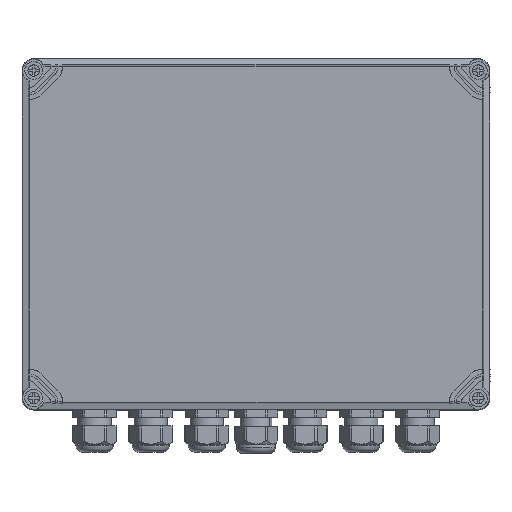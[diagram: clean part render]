
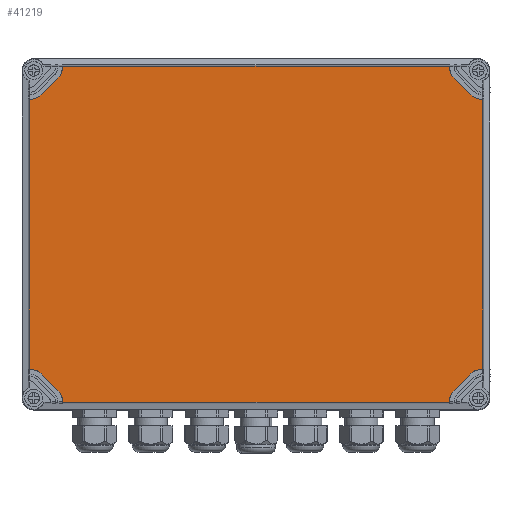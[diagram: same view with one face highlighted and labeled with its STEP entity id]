
A CAD part, top view. The second image highlights one B-rep face of the part: STEP entity #41219.
In plain terms, the highlighted planar face has unit normal (0, 0, 1).
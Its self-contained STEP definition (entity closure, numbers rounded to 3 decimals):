
#18875=AXIS2_PLACEMENT_3D('Plane Axis2P3D',#18872,#18873,#18874) ;
#41098=AXIS2_PLACEMENT_3D('Circle Axis2P3D',#41096,#41097,$) ;
#41126=AXIS2_PLACEMENT_3D('Circle Axis2P3D',#41124,#41125,$) ;
#41140=AXIS2_PLACEMENT_3D('Circle Axis2P3D',#41138,#41139,$) ;
#41145=AXIS2_PLACEMENT_3D('Circle Axis2P3D',#41143,#41144,$) ;
#41159=AXIS2_PLACEMENT_3D('Circle Axis2P3D',#41157,#41158,$) ;
#41164=AXIS2_PLACEMENT_3D('Circle Axis2P3D',#41162,#41163,$) ;
#41178=AXIS2_PLACEMENT_3D('Circle Axis2P3D',#41176,#41177,$) ;
#41183=AXIS2_PLACEMENT_3D('Circle Axis2P3D',#41181,#41182,$) ;
#18872=CARTESIAN_POINT('Axis2P3D Location',(0.524,312.345,132.)) ;
#36909=CARTESIAN_POINT('Vertex',(34.654,43.2,132.)) ;
#36912=CARTESIAN_POINT('Line Origine',(34.654,43.646,132.)) ;
#36916=CARTESIAN_POINT('Vertex',(34.654,44.093,132.)) ;
#37222=CARTESIAN_POINT('Vertex',(365.346,43.2,132.)) ;
#37239=CARTESIAN_POINT('Vertex',(365.346,44.093,132.)) ;
#37242=CARTESIAN_POINT('Line Origine',(365.346,43.646,132.)) ;
#37257=CARTESIAN_POINT('Line Origine',(200.002,43.2,132.)) ;
#37566=CARTESIAN_POINT('Vertex',(6.2,71.654,132.)) ;
#37583=CARTESIAN_POINT('Vertex',(7.093,71.654,132.)) ;
#37586=CARTESIAN_POINT('Line Origine',(6.646,71.654,132.)) ;
#37605=CARTESIAN_POINT('Vertex',(6.2,302.346,132.)) ;
#37608=CARTESIAN_POINT('Line Origine',(6.2,186.998,132.)) ;
#37640=CARTESIAN_POINT('Line Origine',(6.646,302.346,132.)) ;
#37644=CARTESIAN_POINT('Vertex',(7.093,302.346,132.)) ;
#38086=CARTESIAN_POINT('Vertex',(34.654,330.8,132.)) ;
#38103=CARTESIAN_POINT('Vertex',(34.654,329.907,132.)) ;
#38106=CARTESIAN_POINT('Line Origine',(34.654,330.354,132.)) ;
#38125=CARTESIAN_POINT('Vertex',(365.346,330.8,132.)) ;
#38128=CARTESIAN_POINT('Line Origine',(199.998,330.8,132.)) ;
#38155=CARTESIAN_POINT('Line Origine',(365.346,330.354,132.)) ;
#38159=CARTESIAN_POINT('Vertex',(365.346,329.907,132.)) ;
#38586=CARTESIAN_POINT('Vertex',(393.8,302.346,132.)) ;
#38603=CARTESIAN_POINT('Vertex',(392.907,302.346,132.)) ;
#38606=CARTESIAN_POINT('Line Origine',(393.354,302.346,132.)) ;
#38625=CARTESIAN_POINT('Vertex',(393.8,71.654,132.)) ;
#38628=CARTESIAN_POINT('Line Origine',(393.8,187.002,132.)) ;
#38655=CARTESIAN_POINT('Line Origine',(393.354,71.654,132.)) ;
#38659=CARTESIAN_POINT('Vertex',(392.907,71.654,132.)) ;
#41096=CARTESIAN_POINT('Axis2P3D Location',(20.654,43.7,132.)) ;
#41100=CARTESIAN_POINT('Vertex',(30.553,53.599,132.)) ;
#41124=CARTESIAN_POINT('Axis2P3D Location',(379.351,43.695,132.)) ;
#41128=CARTESIAN_POINT('Vertex',(369.447,53.599,132.)) ;
#41131=CARTESIAN_POINT('Line Origine',(376.424,60.576,132.)) ;
#41135=CARTESIAN_POINT('Vertex',(383.401,67.553,132.)) ;
#41138=CARTESIAN_POINT('Axis2P3D Location',(393.305,57.649,132.)) ;
#41143=CARTESIAN_POINT('Axis2P3D Location',(393.305,316.351,132.)) ;
#41147=CARTESIAN_POINT('Vertex',(383.401,306.447,132.)) ;
#41150=CARTESIAN_POINT('Line Origine',(376.424,313.424,132.)) ;
#41154=CARTESIAN_POINT('Vertex',(369.447,320.401,132.)) ;
#41157=CARTESIAN_POINT('Axis2P3D Location',(379.351,330.305,132.)) ;
#41162=CARTESIAN_POINT('Axis2P3D Location',(20.649,330.305,132.)) ;
#41166=CARTESIAN_POINT('Vertex',(30.553,320.401,132.)) ;
#41169=CARTESIAN_POINT('Line Origine',(23.576,313.424,132.)) ;
#41173=CARTESIAN_POINT('Vertex',(16.599,306.447,132.)) ;
#41176=CARTESIAN_POINT('Axis2P3D Location',(6.695,316.351,132.)) ;
#41181=CARTESIAN_POINT('Axis2P3D Location',(6.695,57.649,132.)) ;
#41185=CARTESIAN_POINT('Vertex',(16.599,67.553,132.)) ;
#41188=CARTESIAN_POINT('Line Origine',(23.576,60.576,132.)) ;
#18873=DIRECTION('Axis2P3D Direction',(-0.,0.,1.)) ;
#18874=DIRECTION('Axis2P3D XDirection',(1.,0.,0.)) ;
#36913=DIRECTION('Vector Direction',(0.,-1.,0.)) ;
#37243=DIRECTION('Vector Direction',(0.,-1.,0.)) ;
#37258=DIRECTION('Vector Direction',(-1.,0.,0.)) ;
#37587=DIRECTION('Vector Direction',(-1.,0.,0.)) ;
#37609=DIRECTION('Vector Direction',(0.,1.,0.)) ;
#37641=DIRECTION('Vector Direction',(-1.,0.,0.)) ;
#38107=DIRECTION('Vector Direction',(0.,1.,0.)) ;
#38129=DIRECTION('Vector Direction',(1.,0.,0.)) ;
#38156=DIRECTION('Vector Direction',(0.,1.,0.)) ;
#38607=DIRECTION('Vector Direction',(1.,0.,0.)) ;
#38629=DIRECTION('Vector Direction',(0.,-1.,0.)) ;
#38656=DIRECTION('Vector Direction',(1.,0.,0.)) ;
#41097=DIRECTION('Axis2P3D Direction',(-0.,0.,1.)) ;
#41125=DIRECTION('Axis2P3D Direction',(-0.,0.,1.)) ;
#41132=DIRECTION('Vector Direction',(-0.707,-0.707,0.)) ;
#41139=DIRECTION('Axis2P3D Direction',(-0.,0.,1.)) ;
#41144=DIRECTION('Axis2P3D Direction',(-0.,0.,1.)) ;
#41151=DIRECTION('Vector Direction',(0.707,-0.707,0.)) ;
#41158=DIRECTION('Axis2P3D Direction',(-0.,0.,1.)) ;
#41163=DIRECTION('Axis2P3D Direction',(-0.,0.,1.)) ;
#41170=DIRECTION('Vector Direction',(0.707,0.707,0.)) ;
#41177=DIRECTION('Axis2P3D Direction',(-0.,0.,1.)) ;
#41182=DIRECTION('Axis2P3D Direction',(-0.,0.,1.)) ;
#41189=DIRECTION('Vector Direction',(-0.707,0.707,0.)) ;
#36914=VECTOR('Line Direction',#36913,1.) ;
#37244=VECTOR('Line Direction',#37243,1.) ;
#37259=VECTOR('Line Direction',#37258,1.) ;
#37588=VECTOR('Line Direction',#37587,1.) ;
#37610=VECTOR('Line Direction',#37609,1.) ;
#37642=VECTOR('Line Direction',#37641,1.) ;
#38108=VECTOR('Line Direction',#38107,1.) ;
#38130=VECTOR('Line Direction',#38129,1.) ;
#38157=VECTOR('Line Direction',#38156,1.) ;
#38608=VECTOR('Line Direction',#38607,1.) ;
#38630=VECTOR('Line Direction',#38629,1.) ;
#38657=VECTOR('Line Direction',#38656,1.) ;
#41133=VECTOR('Line Direction',#41132,1.) ;
#41152=VECTOR('Line Direction',#41151,1.) ;
#41171=VECTOR('Line Direction',#41170,1.) ;
#41190=VECTOR('Line Direction',#41189,1.) ;
#41194=ORIENTED_EDGE('',*,*,#41130,.F.) ;
#41195=ORIENTED_EDGE('',*,*,#41137,.F.) ;
#41196=ORIENTED_EDGE('',*,*,#41142,.F.) ;
#41197=ORIENTED_EDGE('',*,*,#38661,.T.) ;
#41198=ORIENTED_EDGE('',*,*,#38632,.F.) ;
#41199=ORIENTED_EDGE('',*,*,#38610,.F.) ;
#41200=ORIENTED_EDGE('',*,*,#41149,.F.) ;
#41201=ORIENTED_EDGE('',*,*,#41156,.F.) ;
#41202=ORIENTED_EDGE('',*,*,#41161,.F.) ;
#41203=ORIENTED_EDGE('',*,*,#38161,.T.) ;
#41204=ORIENTED_EDGE('',*,*,#38132,.F.) ;
#41205=ORIENTED_EDGE('',*,*,#38110,.F.) ;
#41206=ORIENTED_EDGE('',*,*,#41168,.F.) ;
#41207=ORIENTED_EDGE('',*,*,#41175,.F.) ;
#41208=ORIENTED_EDGE('',*,*,#41180,.F.) ;
#41209=ORIENTED_EDGE('',*,*,#37646,.T.) ;
#41210=ORIENTED_EDGE('',*,*,#37612,.F.) ;
#41211=ORIENTED_EDGE('',*,*,#37590,.F.) ;
#41212=ORIENTED_EDGE('',*,*,#41187,.F.) ;
#41213=ORIENTED_EDGE('',*,*,#41192,.F.) ;
#41214=ORIENTED_EDGE('',*,*,#41102,.F.) ;
#41215=ORIENTED_EDGE('',*,*,#36918,.T.) ;
#41216=ORIENTED_EDGE('',*,*,#37261,.F.) ;
#41217=ORIENTED_EDGE('',*,*,#37246,.F.) ;
#41219=ADVANCED_FACE('Hauptk\X2\00F6\X0\rper',(#41218),#18876,.T.) ;
#41099=CIRCLE('generated circle',#41098,14.) ;
#41127=CIRCLE('generated circle',#41126,14.007) ;
#41141=CIRCLE('generated circle',#41140,14.007) ;
#41146=CIRCLE('generated circle',#41145,14.007) ;
#41160=CIRCLE('generated circle',#41159,14.007) ;
#41165=CIRCLE('generated circle',#41164,14.007) ;
#41179=CIRCLE('generated circle',#41178,14.007) ;
#41184=CIRCLE('generated circle',#41183,14.007) ;
#36918=EDGE_CURVE('',#36917,#36910,#36915,.T.) ;
#37246=EDGE_CURVE('',#37240,#37223,#37245,.T.) ;
#37261=EDGE_CURVE('',#37223,#36910,#37260,.T.) ;
#37590=EDGE_CURVE('',#37584,#37567,#37589,.T.) ;
#37612=EDGE_CURVE('',#37567,#37606,#37611,.T.) ;
#37646=EDGE_CURVE('',#37645,#37606,#37643,.T.) ;
#38110=EDGE_CURVE('',#38104,#38087,#38109,.T.) ;
#38132=EDGE_CURVE('',#38087,#38126,#38131,.T.) ;
#38161=EDGE_CURVE('',#38160,#38126,#38158,.T.) ;
#38610=EDGE_CURVE('',#38604,#38587,#38609,.T.) ;
#38632=EDGE_CURVE('',#38587,#38626,#38631,.T.) ;
#38661=EDGE_CURVE('',#38660,#38626,#38658,.T.) ;
#41102=EDGE_CURVE('',#36917,#41101,#41099,.T.) ;
#41130=EDGE_CURVE('',#41129,#37240,#41127,.T.) ;
#41137=EDGE_CURVE('',#41136,#41129,#41134,.T.) ;
#41142=EDGE_CURVE('',#38660,#41136,#41141,.T.) ;
#41149=EDGE_CURVE('',#41148,#38604,#41146,.T.) ;
#41156=EDGE_CURVE('',#41155,#41148,#41153,.T.) ;
#41161=EDGE_CURVE('',#38160,#41155,#41160,.T.) ;
#41168=EDGE_CURVE('',#41167,#38104,#41165,.T.) ;
#41175=EDGE_CURVE('',#41174,#41167,#41172,.T.) ;
#41180=EDGE_CURVE('',#37645,#41174,#41179,.T.) ;
#41187=EDGE_CURVE('',#41186,#37584,#41184,.T.) ;
#41192=EDGE_CURVE('',#41101,#41186,#41191,.T.) ;
#41193=EDGE_LOOP('',(#41194,#41195,#41196,#41197,#41198,#41199,#41200,#41201,#41202,#41203,#41204,#41205,#41206,#41207,#41208,#41209,#41210,#41211,#41212,#41213,#41214,#41215,#41216,#41217)) ;
#41218=FACE_OUTER_BOUND('',#41193,.T.) ;
#36915=LINE('Line',#36912,#36914) ;
#37245=LINE('Line',#37242,#37244) ;
#37260=LINE('Line',#37257,#37259) ;
#37589=LINE('Line',#37586,#37588) ;
#37611=LINE('Line',#37608,#37610) ;
#37643=LINE('Line',#37640,#37642) ;
#38109=LINE('Line',#38106,#38108) ;
#38131=LINE('Line',#38128,#38130) ;
#38158=LINE('Line',#38155,#38157) ;
#38609=LINE('Line',#38606,#38608) ;
#38631=LINE('Line',#38628,#38630) ;
#38658=LINE('Line',#38655,#38657) ;
#41134=LINE('Line',#41131,#41133) ;
#41153=LINE('Line',#41150,#41152) ;
#41172=LINE('Line',#41169,#41171) ;
#41191=LINE('Line',#41188,#41190) ;
#18876=PLANE('',#18875) ;
#36910=VERTEX_POINT('',#36909) ;
#36917=VERTEX_POINT('',#36916) ;
#37223=VERTEX_POINT('',#37222) ;
#37240=VERTEX_POINT('',#37239) ;
#37567=VERTEX_POINT('',#37566) ;
#37584=VERTEX_POINT('',#37583) ;
#37606=VERTEX_POINT('',#37605) ;
#37645=VERTEX_POINT('',#37644) ;
#38087=VERTEX_POINT('',#38086) ;
#38104=VERTEX_POINT('',#38103) ;
#38126=VERTEX_POINT('',#38125) ;
#38160=VERTEX_POINT('',#38159) ;
#38587=VERTEX_POINT('',#38586) ;
#38604=VERTEX_POINT('',#38603) ;
#38626=VERTEX_POINT('',#38625) ;
#38660=VERTEX_POINT('',#38659) ;
#41101=VERTEX_POINT('',#41100) ;
#41129=VERTEX_POINT('',#41128) ;
#41136=VERTEX_POINT('',#41135) ;
#41148=VERTEX_POINT('',#41147) ;
#41155=VERTEX_POINT('',#41154) ;
#41167=VERTEX_POINT('',#41166) ;
#41174=VERTEX_POINT('',#41173) ;
#41186=VERTEX_POINT('',#41185) ;
